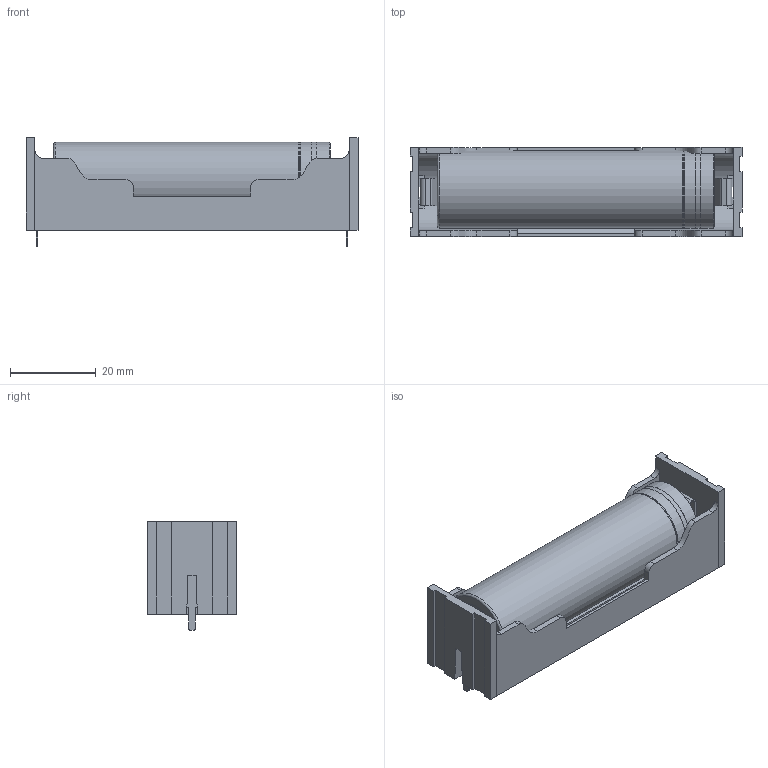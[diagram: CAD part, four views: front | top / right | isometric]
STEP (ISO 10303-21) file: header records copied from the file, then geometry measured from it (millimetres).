
FILE_DESCRIPTION(/* description */ (''),/* implementation_level */ '2;1');
FILE_NAME(/* name */ 'HOLDER-18650-PCB.step',/* time_stamp */ '2020-09-29T14:41:42-05:00',/* author */ (''),/* organization */ (''),/* preprocessor_version */ 'ST-DEVELOPER v18.1',/* originating_system */ 'Autodesk Translation Framework v9.3.0.1241',/* authorisation */ '');
FILE_SCHEMA (('AUTOMOTIVE_DESIGN { 1 0 10303 214 3 1 1 }'));
Length unit declared in the file: millimetre
Products named in the file (4): HOLDER-18650-PCB; 18650; 18650s; BATERIA -18650-3.7V
Assembly tree (4 placements, depth 2):
  HOLDER-18650-PCB
    18650
    18650s  x2
    BATERIA -18650-3.7V
Bounding box: 77.65 x 20.8 x 25.48 mm (x, y, z)
Volume: 14492 mm3; surface area: 16494.3 mm2
Topology: 5 solids, 6 shells, 249 faces, 630 edges, 397 vertices
Faces by surface type: plane 178, cylinder 60, torus 7, bspline 4
Full cylindrical faces by diameter (mm): 9.209 x1, 10.634 x1, 13 x1, 13.569 x1, 14.731 x1, 18.057 x1, 18.06 x1, 18.07 x3
Entity records: 6288 total; most frequent: CARTESIAN_POINT 1122, ORIENTED_EDGE 1048, DIRECTION 1044, EDGE_CURVE 524, LINE 398, VECTOR 398, VERTEX_POINT 337, AXIS2_PLACEMENT_3D 323
